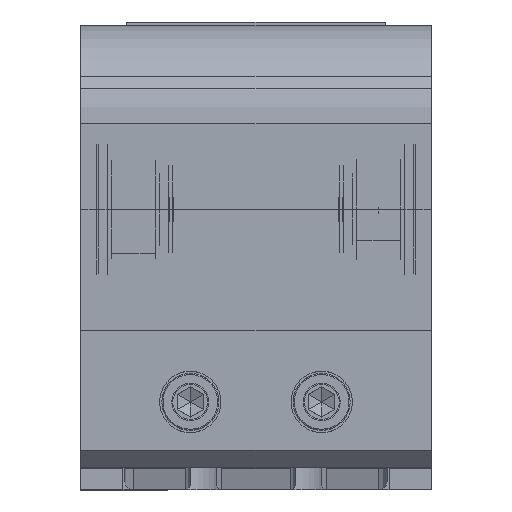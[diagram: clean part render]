
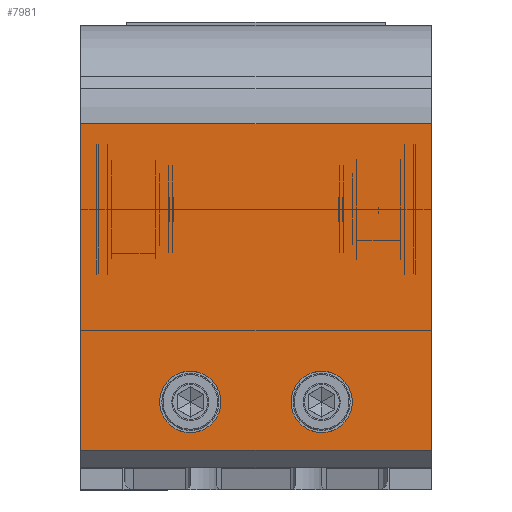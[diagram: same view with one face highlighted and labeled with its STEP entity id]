
A CAD part, top view. The second image highlights one B-rep face of the part: STEP entity #7981.
In plain terms, the highlighted planar face has unit normal (0, 0, 1).
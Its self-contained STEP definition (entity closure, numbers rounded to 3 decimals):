
#506 = FACE_OUTER_BOUND ( 'NONE', #243145, .T. ) ;
#4732 = ORIENTED_EDGE ( 'NONE', *, *, #229912, .F. ) ;
#6918 = EDGE_CURVE ( 'NONE', #70363, #263948, #219279, .T. ) ;
#7981 = ADVANCED_FACE ( 'NONE', ( #135634, #147252, #506 ), #170595, .F. ) ;
#10214 = CARTESIAN_POINT ( 'NONE',  ( 123.798, 174.238, 570.351 ) ) ;
#12678 = LINE ( 'NONE', #99742, #218624 ) ;
#20374 = AXIS2_PLACEMENT_3D ( 'NONE', #48774, #173221, #152526 ) ;
#20566 = CARTESIAN_POINT ( 'NONE',  ( 130.798, 174.238, 570.351 ) ) ;
#22608 = CIRCLE ( 'NONE', #75675, 7. ) ;
#33140 = DIRECTION ( 'NONE',  ( -1., 0., 0. ) ) ;
#42232 = ORIENTED_EDGE ( 'NONE', *, *, #6918, .F. ) ;
#48774 = CARTESIAN_POINT ( 'NONE',  ( 160.798, 174.238, 570.351 ) ) ;
#53968 = CARTESIAN_POINT ( 'NONE',  ( 185.798, 159.238, 570.351 ) ) ;
#56875 = AXIS2_PLACEMENT_3D ( 'NONE', #53968, #160365, #33140 ) ;
#60502 = CARTESIAN_POINT ( 'NONE',  ( 105.798, 237.738, 570.351 ) ) ;
#60697 = DIRECTION ( 'NONE',  ( 1., 0., 0. ) ) ;
#61555 = VECTOR ( 'NONE', #111513, 1000. ) ;
#65982 = EDGE_CURVE ( 'NONE', #99027, #195364, #131523, .T. ) ;
#66965 = ORIENTED_EDGE ( 'NONE', *, *, #209472, .T. ) ;
#67266 = CARTESIAN_POINT ( 'NONE',  ( 185.798, 237.738, 570.351 ) ) ;
#68695 = AXIS2_PLACEMENT_3D ( 'NONE', #271323, #188201, #211794 ) ;
#70363 = VERTEX_POINT ( 'NONE', #126665 ) ;
#71328 = LINE ( 'NONE', #67266, #61555 ) ;
#74099 = ORIENTED_EDGE ( 'NONE', *, *, #65982, .T. ) ;
#75675 = AXIS2_PLACEMENT_3D ( 'NONE', #249130, #80324, #184035 ) ;
#80324 = DIRECTION ( 'NONE',  ( 0., 0., 1. ) ) ;
#85526 = VERTEX_POINT ( 'NONE', #255188 ) ;
#85665 = EDGE_CURVE ( 'NONE', #263948, #70363, #196828, .T. ) ;
#96141 = EDGE_CURVE ( 'NONE', #162268, #216020, #71328, .T. ) ;
#99027 = VERTEX_POINT ( 'NONE', #192909 ) ;
#99742 = CARTESIAN_POINT ( 'NONE',  ( 105.798, 159.238, 570.351 ) ) ;
#101112 = DIRECTION ( 'NONE',  ( 0., -1., 0. ) ) ;
#103938 = EDGE_LOOP ( 'NONE', ( #4732, #240177 ) ) ;
#111513 = DIRECTION ( 'NONE',  ( -1., 0., 0. ) ) ;
#126665 = CARTESIAN_POINT ( 'NONE',  ( 153.798, 174.238, 570.351 ) ) ;
#126954 = LINE ( 'NONE', #166921, #196179 ) ;
#131523 = LINE ( 'NONE', #235359, #145104 ) ;
#134254 = DIRECTION ( 'NONE',  ( 1., 0., 0. ) ) ;
#135634 = FACE_BOUND ( 'NONE', #103938, .T. ) ;
#145104 = VECTOR ( 'NONE', #134254, 1000. ) ;
#147252 = FACE_BOUND ( 'NONE', #253578, .T. ) ;
#151380 = ORIENTED_EDGE ( 'NONE', *, *, #85665, .F. ) ;
#152526 = DIRECTION ( 'NONE',  ( 1., 0., 0. ) ) ;
#160365 = DIRECTION ( 'NONE',  ( 0., 0., -1. ) ) ;
#162268 = VERTEX_POINT ( 'NONE', #191102 ) ;
#166921 = CARTESIAN_POINT ( 'NONE',  ( 185.798, 159.238, 570.351 ) ) ;
#170595 = PLANE ( 'NONE',  #56875 ) ;
#172824 = CARTESIAN_POINT ( 'NONE',  ( 167.798, 174.238, 570.351 ) ) ;
#173221 = DIRECTION ( 'NONE',  ( 0., 0., 1. ) ) ;
#184035 = DIRECTION ( 'NONE',  ( 1., 0., 0. ) ) ;
#188201 = DIRECTION ( 'NONE',  ( 0., 0., 1. ) ) ;
#188756 = CARTESIAN_POINT ( 'NONE',  ( 185.798, 163.238, 570.351 ) ) ;
#191102 = CARTESIAN_POINT ( 'NONE',  ( 185.798, 237.738, 570.351 ) ) ;
#192505 = EDGE_CURVE ( 'NONE', #192837, #85526, #243200, .T. ) ;
#192837 = VERTEX_POINT ( 'NONE', #10214 ) ;
#192909 = CARTESIAN_POINT ( 'NONE',  ( 105.798, 163.238, 570.351 ) ) ;
#195364 = VERTEX_POINT ( 'NONE', #188756 ) ;
#196179 = VECTOR ( 'NONE', #211276, 1000. ) ;
#196828 = CIRCLE ( 'NONE', #68695, 7. ) ;
#207777 = AXIS2_PLACEMENT_3D ( 'NONE', #20566, #248937, #60697 ) ;
#209472 = EDGE_CURVE ( 'NONE', #216020, #99027, #12678, .T. ) ;
#211276 = DIRECTION ( 'NONE',  ( 0., -1., 0. ) ) ;
#211794 = DIRECTION ( 'NONE',  ( 1., 0., 0. ) ) ;
#216020 = VERTEX_POINT ( 'NONE', #60502 ) ;
#218624 = VECTOR ( 'NONE', #101112, 1000. ) ;
#219279 = CIRCLE ( 'NONE', #20374, 7. ) ;
#229912 = EDGE_CURVE ( 'NONE', #85526, #192837, #22608, .T. ) ;
#235359 = CARTESIAN_POINT ( 'NONE',  ( 185.798, 163.238, 570.351 ) ) ;
#235684 = ORIENTED_EDGE ( 'NONE', *, *, #273212, .F. ) ;
#240177 = ORIENTED_EDGE ( 'NONE', *, *, #192505, .F. ) ;
#243145 = EDGE_LOOP ( 'NONE', ( #66965, #74099, #235684, #269511 ) ) ;
#243200 = CIRCLE ( 'NONE', #207777, 7. ) ;
#248937 = DIRECTION ( 'NONE',  ( 0., 0., 1. ) ) ;
#249130 = CARTESIAN_POINT ( 'NONE',  ( 130.798, 174.238, 570.351 ) ) ;
#253578 = EDGE_LOOP ( 'NONE', ( #151380, #42232 ) ) ;
#255188 = CARTESIAN_POINT ( 'NONE',  ( 137.798, 174.238, 570.351 ) ) ;
#263948 = VERTEX_POINT ( 'NONE', #172824 ) ;
#269511 = ORIENTED_EDGE ( 'NONE', *, *, #96141, .T. ) ;
#271323 = CARTESIAN_POINT ( 'NONE',  ( 160.798, 174.238, 570.351 ) ) ;
#273212 = EDGE_CURVE ( 'NONE', #162268, #195364, #126954, .T. ) ;
